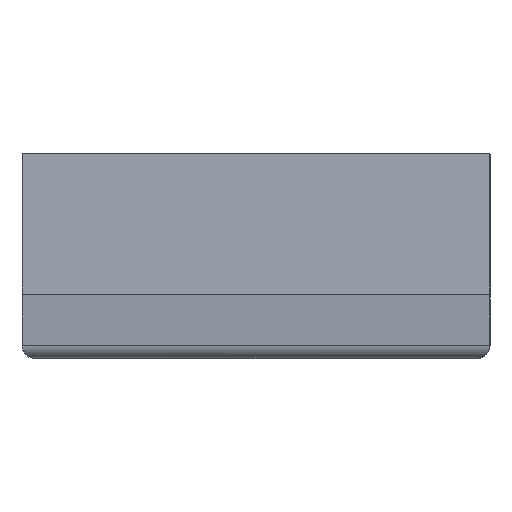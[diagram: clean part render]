
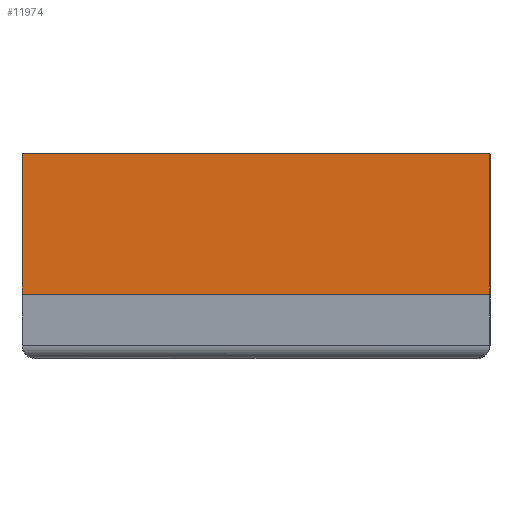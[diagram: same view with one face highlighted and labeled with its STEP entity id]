
A CAD part, top view. The second image highlights one B-rep face of the part: STEP entity #11974.
In plain terms, the highlighted planar face has unit normal (0, 0, 1).
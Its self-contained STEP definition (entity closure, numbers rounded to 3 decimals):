
#302 = CARTESIAN_POINT ( 'NONE',  ( 5.15, -2.413, 10.562 ) ) ;
#825 = AXIS2_PLACEMENT_3D ( 'NONE', #8113, #5675, #6678 ) ;
#1080 = ORIENTED_EDGE ( 'NONE', *, *, #2315, .F. ) ;
#1455 = CARTESIAN_POINT ( 'NONE',  ( -5.15, -2.413, 10.562 ) ) ;
#1708 = LINE ( 'NONE', #302, #12242 ) ;
#2315 = EDGE_CURVE ( 'NONE', #4214, #11905, #1708, .T. ) ;
#2783 = EDGE_CURVE ( 'NONE', #8394, #11905, #13470, .T. ) ;
#3556 = EDGE_LOOP ( 'NONE', ( #1080, #4709, #12351, #3980 ) ) ;
#3712 = DIRECTION ( 'NONE',  ( 0., -1., 0. ) ) ;
#3980 = ORIENTED_EDGE ( 'NONE', *, *, #2783, .T. ) ;
#4214 = VERTEX_POINT ( 'NONE', #4440 ) ;
#4440 = CARTESIAN_POINT ( 'NONE',  ( 5.15, -2.413, 10.562 ) ) ;
#4709 = ORIENTED_EDGE ( 'NONE', *, *, #14705, .F. ) ;
#4789 = LINE ( 'NONE', #7274, #14414 ) ;
#4847 = DIRECTION ( 'NONE',  ( 0., -1., 0. ) ) ;
#5359 = DIRECTION ( 'NONE',  ( -1., 0., 0. ) ) ;
#5475 = LINE ( 'NONE', #12832, #5856 ) ;
#5675 = DIRECTION ( 'NONE',  ( 0., 0., 1. ) ) ;
#5856 = VECTOR ( 'NONE', #10332, 1000. ) ;
#6678 = DIRECTION ( 'NONE',  ( 0., -1., 0. ) ) ;
#7274 = CARTESIAN_POINT ( 'NONE',  ( 5.15, 16.692, 10.563 ) ) ;
#7965 = CARTESIAN_POINT ( 'NONE',  ( 5.15, 0.687, 10.563 ) ) ;
#8113 = CARTESIAN_POINT ( 'NONE',  ( 5.15, 16.692, 10.563 ) ) ;
#8394 = VERTEX_POINT ( 'NONE', #11751 ) ;
#10332 = DIRECTION ( 'NONE',  ( 1., 0., 0. ) ) ;
#11751 = CARTESIAN_POINT ( 'NONE',  ( -5.15, 0.687, 10.563 ) ) ;
#11905 = VERTEX_POINT ( 'NONE', #1455 ) ;
#11974 = ADVANCED_FACE ( 'NONE', ( #14497 ), #14580, .T. ) ;
#12242 = VECTOR ( 'NONE', #5359, 1000. ) ;
#12351 = ORIENTED_EDGE ( 'NONE', *, *, #13276, .F. ) ;
#12832 = CARTESIAN_POINT ( 'NONE',  ( 5.15, 0.687, 10.563 ) ) ;
#13276 = EDGE_CURVE ( 'NONE', #8394, #14315, #5475, .T. ) ;
#13470 = LINE ( 'NONE', #14894, #14343 ) ;
#14315 = VERTEX_POINT ( 'NONE', #7965 ) ;
#14343 = VECTOR ( 'NONE', #4847, 1000. ) ;
#14414 = VECTOR ( 'NONE', #3712, 1000. ) ;
#14497 = FACE_OUTER_BOUND ( 'NONE', #3556, .T. ) ;
#14580 = PLANE ( 'NONE',  #825 ) ;
#14705 = EDGE_CURVE ( 'NONE', #14315, #4214, #4789, .T. ) ;
#14894 = CARTESIAN_POINT ( 'NONE',  ( -5.15, 16.692, 10.563 ) ) ;
